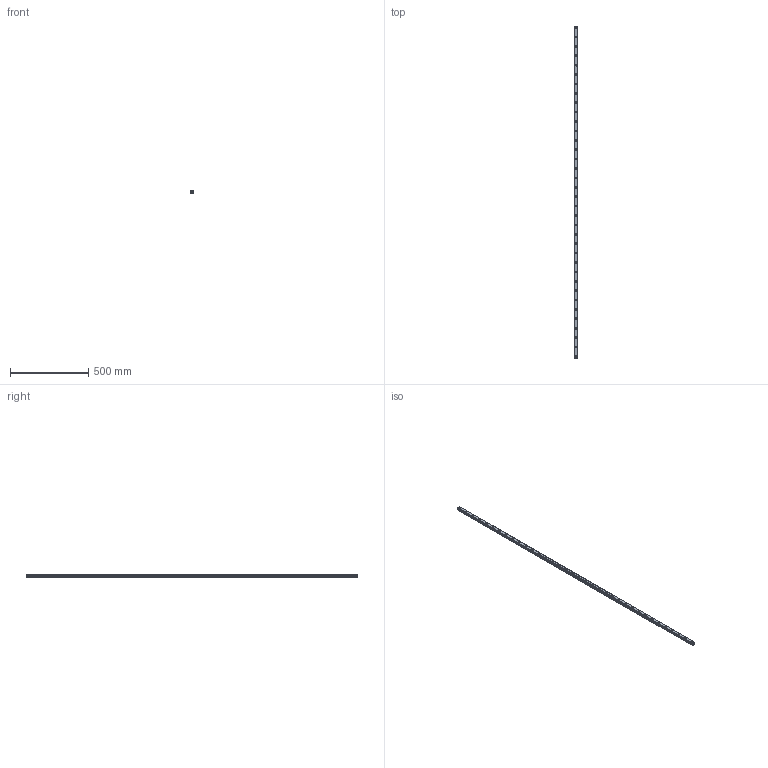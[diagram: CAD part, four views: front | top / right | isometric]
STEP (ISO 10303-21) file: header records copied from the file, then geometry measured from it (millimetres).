
FILE_DESCRIPTION(('STEP AP214'),'1');
FILE_NAME('cctmp_48955F03-DA6E-4D47-9C05-3E2416409C8D_2021_02_09_14_03_07_0832..stp','2021-02-09T13:03:08',('HIWIN GmbH'),('CADClick - www.CADClick.com'),'Spatial InterOp 3D',' ','unknown authorization');
FILE_SCHEMA(('AUTOMOTIVE_DESIGN'));
Length unit declared in the file: millimetre
Products named in the file (1): EGR25R2120C_FILE
Bounding box: 23 x 2120 x 18 mm (x, y, z)
Volume: 728418.7 mm3; surface area: 197592.3 mm2
Topology: 1 solids, 1 shells, 537 faces, 1377 edges, 918 vertices
Faces by surface type: plane 301, cylinder 236
Entity records: 21011 total; most frequent: DIRECTION 3213, CARTESIAN_POINT 2833, ORIENTED_EDGE 2754, EDGE_CURVE 1377, AXIS2_PLACEMENT_3D 1298, VERTEX_POINT 918, LINE 617, VECTOR 617
